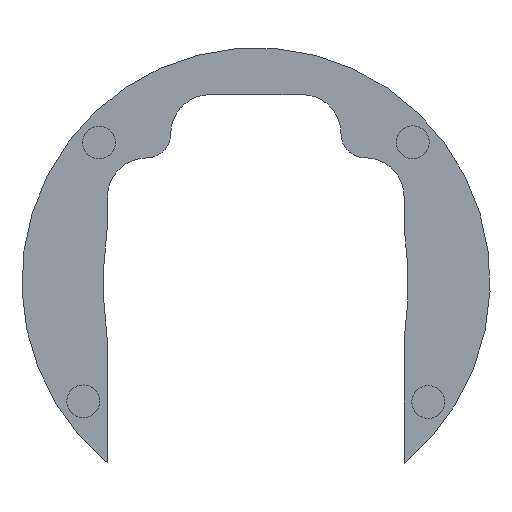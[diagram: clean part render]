
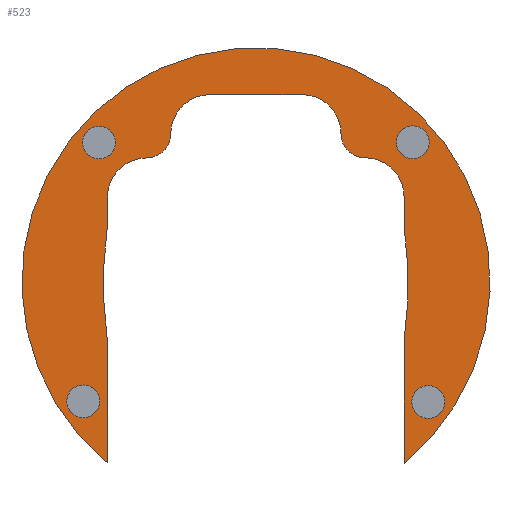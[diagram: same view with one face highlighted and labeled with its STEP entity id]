
A CAD part, front view. The second image highlights one B-rep face of the part: STEP entity #523.
In plain terms, the highlighted planar face has unit normal (0, -1, 0).
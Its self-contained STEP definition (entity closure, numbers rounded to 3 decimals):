
#20=FACE_BOUND('',#113,.T.);
#21=FACE_BOUND('',#114,.T.);
#22=FACE_BOUND('',#115,.T.);
#23=FACE_BOUND('',#116,.T.);
#39=PLANE('',#607);
#73=FACE_OUTER_BOUND('',#112,.T.);
#112=EDGE_LOOP('',(#454,#455,#456,#457,#458,#459,#460,#461,#462,#463,#464,
#465,#466,#467));
#113=EDGE_LOOP('',(#468));
#114=EDGE_LOOP('',(#469));
#115=EDGE_LOOP('',(#470));
#116=EDGE_LOOP('',(#471));
#128=LINE('',#858,#161);
#132=LINE('',#870,#165);
#136=LINE('',#882,#169);
#140=LINE('',#894,#173);
#146=LINE('',#918,#179);
#161=VECTOR('',#701,10.);
#165=VECTOR('',#713,10.);
#169=VECTOR('',#725,10.);
#173=VECTOR('',#737,10.);
#179=VECTOR('',#763,10.);
#183=CIRCLE('',#539,2.1);
#185=CIRCLE('',#543,2.1);
#187=CIRCLE('',#547,2.1);
#189=CIRCLE('',#551,2.1);
#201=CIRCLE('',#575,4.987);
#203=CIRCLE('',#579,54.947);
#205=CIRCLE('',#583,30.);
#207=CIRCLE('',#587,54.947);
#209=CIRCLE('',#591,5.014);
#211=CIRCLE('',#594,3.1);
#213=CIRCLE('',#597,5.014);
#215=CIRCLE('',#601,4.987);
#217=CIRCLE('',#604,3.1);
#219=VERTEX_POINT('',#785);
#221=VERTEX_POINT('',#792);
#223=VERTEX_POINT('',#799);
#225=VERTEX_POINT('',#806);
#237=VERTEX_POINT('',#848);
#238=VERTEX_POINT('',#849);
#241=VERTEX_POINT('',#857);
#243=VERTEX_POINT('',#863);
#245=VERTEX_POINT('',#869);
#247=VERTEX_POINT('',#875);
#249=VERTEX_POINT('',#881);
#251=VERTEX_POINT('',#887);
#253=VERTEX_POINT('',#893);
#255=VERTEX_POINT('',#899);
#257=VERTEX_POINT('',#905);
#259=VERTEX_POINT('',#911);
#261=VERTEX_POINT('',#917);
#263=VERTEX_POINT('',#923);
#265=EDGE_CURVE('',#219,#219,#183,.T.);
#268=EDGE_CURVE('',#221,#221,#185,.T.);
#271=EDGE_CURVE('',#223,#223,#187,.T.);
#274=EDGE_CURVE('',#225,#225,#189,.T.);
#292=EDGE_CURVE('',#237,#238,#201,.T.);
#296=EDGE_CURVE('',#241,#238,#128,.T.);
#299=EDGE_CURVE('',#241,#243,#203,.T.);
#302=EDGE_CURVE('',#243,#245,#132,.T.);
#305=EDGE_CURVE('',#247,#245,#205,.T.);
#308=EDGE_CURVE('',#249,#247,#136,.T.);
#311=EDGE_CURVE('',#249,#251,#207,.T.);
#314=EDGE_CURVE('',#251,#253,#140,.T.);
#317=EDGE_CURVE('',#253,#255,#209,.T.);
#320=EDGE_CURVE('',#257,#255,#211,.T.);
#323=EDGE_CURVE('',#257,#259,#213,.T.);
#326=EDGE_CURVE('',#261,#259,#146,.T.);
#329=EDGE_CURVE('',#261,#263,#215,.T.);
#332=EDGE_CURVE('',#237,#263,#217,.T.);
#454=ORIENTED_EDGE('',*,*,#332,.F.);
#455=ORIENTED_EDGE('',*,*,#292,.T.);
#456=ORIENTED_EDGE('',*,*,#296,.F.);
#457=ORIENTED_EDGE('',*,*,#299,.T.);
#458=ORIENTED_EDGE('',*,*,#302,.T.);
#459=ORIENTED_EDGE('',*,*,#305,.F.);
#460=ORIENTED_EDGE('',*,*,#308,.F.);
#461=ORIENTED_EDGE('',*,*,#311,.T.);
#462=ORIENTED_EDGE('',*,*,#314,.T.);
#463=ORIENTED_EDGE('',*,*,#317,.T.);
#464=ORIENTED_EDGE('',*,*,#320,.F.);
#465=ORIENTED_EDGE('',*,*,#323,.T.);
#466=ORIENTED_EDGE('',*,*,#326,.F.);
#467=ORIENTED_EDGE('',*,*,#329,.T.);
#468=ORIENTED_EDGE('',*,*,#265,.T.);
#469=ORIENTED_EDGE('',*,*,#268,.T.);
#470=ORIENTED_EDGE('',*,*,#271,.T.);
#471=ORIENTED_EDGE('',*,*,#274,.T.);
#523=ADVANCED_FACE('',(#73,#20,#21,#22,#23),#39,.F.);
#539=AXIS2_PLACEMENT_3D('',#786,#612,#613);
#543=AXIS2_PLACEMENT_3D('',#793,#621,#622);
#547=AXIS2_PLACEMENT_3D('',#800,#630,#631);
#551=AXIS2_PLACEMENT_3D('',#807,#639,#640);
#575=AXIS2_PLACEMENT_3D('',#850,#693,#694);
#579=AXIS2_PLACEMENT_3D('',#864,#706,#707);
#583=AXIS2_PLACEMENT_3D('',#876,#718,#719);
#587=AXIS2_PLACEMENT_3D('',#888,#730,#731);
#591=AXIS2_PLACEMENT_3D('',#900,#742,#743);
#594=AXIS2_PLACEMENT_3D('',#906,#749,#750);
#597=AXIS2_PLACEMENT_3D('',#912,#756,#757);
#601=AXIS2_PLACEMENT_3D('',#924,#768,#769);
#604=AXIS2_PLACEMENT_3D('',#929,#775,#776);
#607=AXIS2_PLACEMENT_3D('',#932,#781,#782);
#612=DIRECTION('center_axis',(0.,1.,0.));
#613=DIRECTION('ref_axis',(1.,0.,0.));
#621=DIRECTION('center_axis',(0.,1.,0.));
#622=DIRECTION('ref_axis',(1.,0.,0.));
#630=DIRECTION('center_axis',(0.,1.,0.));
#631=DIRECTION('ref_axis',(1.,0.,0.));
#639=DIRECTION('center_axis',(0.,1.,0.));
#640=DIRECTION('ref_axis',(1.,0.,0.));
#693=DIRECTION('center_axis',(0.,1.,0.));
#694=DIRECTION('ref_axis',(0.,0.,1.));
#701=DIRECTION('',(0.,0.,1.));
#706=DIRECTION('center_axis',(0.,1.,0.));
#707=DIRECTION('ref_axis',(0.991,0.,0.135));
#713=DIRECTION('',(0.,0.,-1.));
#718=DIRECTION('center_axis',(0.,1.,0.));
#719=DIRECTION('ref_axis',(1.,0.,0.));
#725=DIRECTION('',(0.,0.,-1.));
#730=DIRECTION('center_axis',(0.,1.,0.));
#731=DIRECTION('ref_axis',(-0.991,0.,-0.135));
#737=DIRECTION('',(0.,0.,1.));
#742=DIRECTION('center_axis',(0.,1.,0.));
#743=DIRECTION('ref_axis',(-1.,0.,0.));
#749=DIRECTION('center_axis',(0.,1.,0.));
#750=DIRECTION('ref_axis',(1.,0.,0.));
#756=DIRECTION('center_axis',(0.,1.,0.));
#757=DIRECTION('ref_axis',(-1.,0.,0.));
#763=DIRECTION('',(-1.,0.,0.));
#768=DIRECTION('center_axis',(0.,1.,0.));
#769=DIRECTION('ref_axis',(0.,0.,1.));
#775=DIRECTION('center_axis',(0.,1.,0.));
#776=DIRECTION('ref_axis',(1.,0.,0.));
#781=DIRECTION('center_axis',(0.,1.,0.));
#782=DIRECTION('ref_axis',(1.,0.,0.));
#785=CARTESIAN_POINT('',(-24.232,0.,-15.29));
#786=CARTESIAN_POINT('Origin',(-22.132,0.,-15.29));
#792=CARTESIAN_POINT('',(19.968,0.,-15.383));
#793=CARTESIAN_POINT('Origin',(22.068,0.,-15.383));
#799=CARTESIAN_POINT('',(-22.215,0.,17.86));
#800=CARTESIAN_POINT('Origin',(-20.115,0.,17.86));
#806=CARTESIAN_POINT('',(17.98,0.,17.9));
#807=CARTESIAN_POINT('Origin',(20.08,0.,17.9));
#848=CARTESIAN_POINT('',(13.981,0.,15.913));
#849=CARTESIAN_POINT('',(18.968,0.,10.926));
#850=CARTESIAN_POINT('Origin',(13.981,0.,10.926));
#857=CARTESIAN_POINT('',(18.968,0.,7.202));
#858=CARTESIAN_POINT('',(18.968,0.,7.202));
#863=CARTESIAN_POINT('',(18.968,0.,-7.643));
#864=CARTESIAN_POINT('Origin',(-35.476,0.,-0.221));
#869=CARTESIAN_POINT('',(18.968,0.,-23.243));
#870=CARTESIAN_POINT('',(18.968,0.,-7.643));
#875=CARTESIAN_POINT('',(-19.032,0.,-23.19));
#876=CARTESIAN_POINT('Origin',(0.,0.,0.));
#881=CARTESIAN_POINT('',(-19.032,0.,-7.59));
#882=CARTESIAN_POINT('',(-19.032,0.,-7.59));
#887=CARTESIAN_POINT('',(-19.032,0.,7.202));
#888=CARTESIAN_POINT('Origin',(35.415,0.,-0.194));
#893=CARTESIAN_POINT('',(-19.032,0.,10.871));
#894=CARTESIAN_POINT('',(-19.032,0.,7.202));
#899=CARTESIAN_POINT('',(-14.018,0.,15.886));
#900=CARTESIAN_POINT('Origin',(-14.018,0.,10.871));
#905=CARTESIAN_POINT('',(-10.918,0.,18.986));
#906=CARTESIAN_POINT('Origin',(-14.018,0.,18.986));
#911=CARTESIAN_POINT('',(-5.904,0.,24.));
#912=CARTESIAN_POINT('Origin',(-5.904,0.,18.986));
#917=CARTESIAN_POINT('',(5.894,0.,24.));
#918=CARTESIAN_POINT('',(5.894,0.,24.));
#923=CARTESIAN_POINT('',(10.881,0.,19.013));
#924=CARTESIAN_POINT('Origin',(5.894,0.,19.013));
#929=CARTESIAN_POINT('Origin',(13.981,0.,19.013));
#932=CARTESIAN_POINT('Origin',(0.,0.,3.379));
